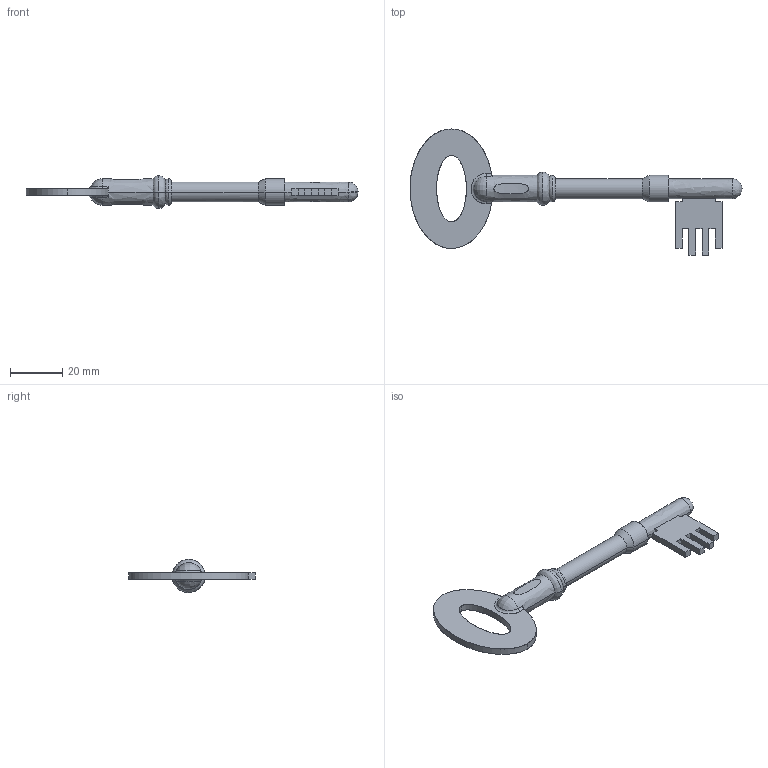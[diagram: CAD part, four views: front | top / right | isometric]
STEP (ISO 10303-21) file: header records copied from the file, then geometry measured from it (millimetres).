
FILE_DESCRIPTION((''),'2;1');
FILE_NAME('step/k1-td-214.stp','2001-02-02T15:19:00+00:00',(' '),(' '),'THEOREM SOLUTIONS CATIA -> AP214 DIS PREPROCESSOR 5.0.002','CATIA',' ');
FILE_SCHEMA(('AUTOMOTIVE_DESIGN { 1 2 10303 214 0 1 1 1 } '));
Length unit declared in the file: inch
Products named in the file (1): product id
Bounding box: 126.99 x 48.26 x 12.69 mm (x, y, z)
Surface area: 5842.2 mm2 (no closed solid volume)
Topology: 0 solids, 59 shells, 59 faces, 304 edges, 300 vertices
Faces by surface type: bspline 35, plane 24
Entity records: 7387 total; most frequent: CARTESIAN_POINT 5645, VERTEX_POINT 300, B_SPLINE_CURVE_WITH_KNOTS 300, EDGE_CURVE 300, ORIENTED_EDGE 300, EDGE_LOOP 64, FACE_OUTER_BOUND 59, ADVANCED_FACE 59
